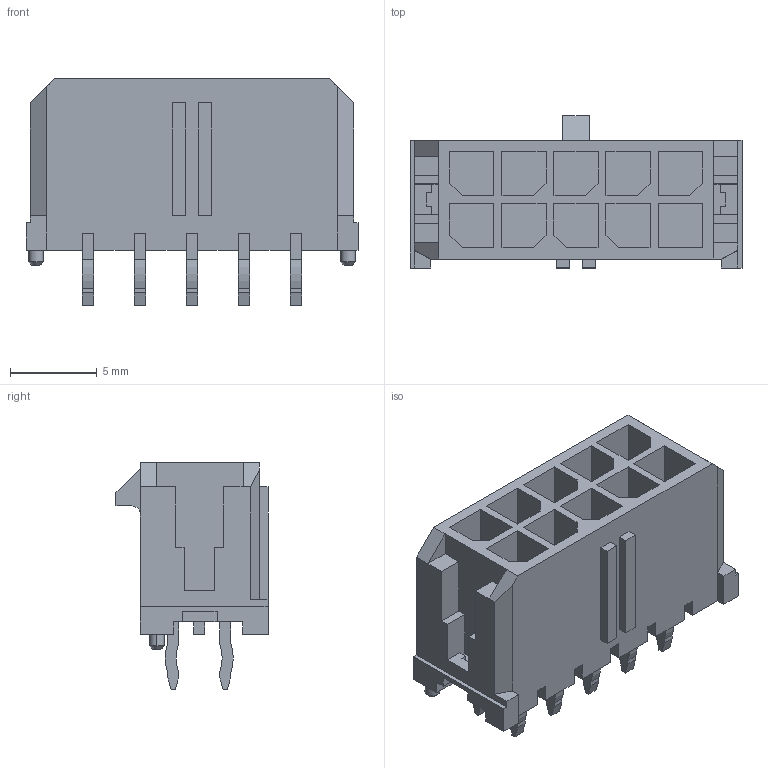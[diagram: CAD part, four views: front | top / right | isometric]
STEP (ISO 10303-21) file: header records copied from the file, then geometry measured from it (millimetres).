
FILE_DESCRIPTION(('STEP AP214'),'1');
FILE_NAME('43045-1013.stp','2017-04-25T14:21:17',('TraceParts'),('TraceParts S.A.'),'Spatial InterOp 3D',' ',' ');
FILE_SCHEMA(('automotive_design'));
Length unit declared in the file: millimetre
Products named in the file (2): 43045-1013_1; 1
Bounding box: 19.15 x 8.77 x 13.09 mm (x, y, z)
Volume: 752.8 mm3; surface area: 1628.6 mm2
Topology: 1 solids, 1 shells, 383 faces, 1057 edges, 724 vertices
Faces by surface type: plane 350, cylinder 25, cone 8
Entity records: 11936 total; most frequent: CARTESIAN_POINT 2100, ORIENTED_EDGE 2048, DIRECTION 1913, EDGE_CURVE 1024, LINE 971, VECTOR 971, VERTEX_POINT 658, AXIS2_PLACEMENT_3D 471
